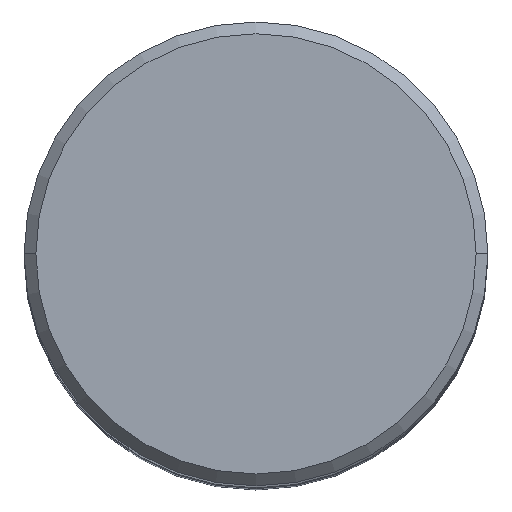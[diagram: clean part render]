
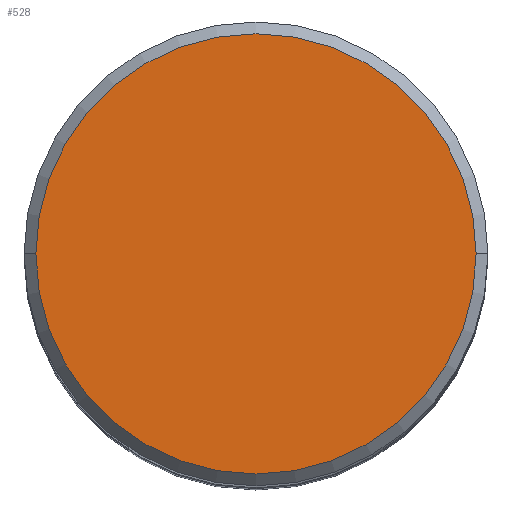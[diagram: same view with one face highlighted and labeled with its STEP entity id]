
A CAD part, top view. The second image highlights one B-rep face of the part: STEP entity #528.
In plain terms, the highlighted planar face has unit normal (0, 0, 1).
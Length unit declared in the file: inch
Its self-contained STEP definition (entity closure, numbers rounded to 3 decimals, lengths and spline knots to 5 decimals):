
#6 = CARTESIAN_POINT ( 'NONE',  ( 0., 0.3737, 0. ) ) ;
#15 = FACE_OUTER_BOUND ( 'NONE', #48, .T. ) ;
#37 = AXIS2_PLACEMENT_3D ( 'NONE', #173, #298, #265 ) ;
#41 = ORIENTED_EDGE ( 'NONE', *, *, #308, .T. ) ;
#48 = EDGE_LOOP ( 'NONE', ( #162, #41 ) ) ;
#50 = DIRECTION ( 'NONE',  ( -1., 0., 0. ) ) ;
#147 = CARTESIAN_POINT ( 'NONE',  ( -0.3737, 0., 0. ) ) ;
#162 = ORIENTED_EDGE ( 'NONE', *, *, #186, .T. ) ;
#173 = CARTESIAN_POINT ( 'NONE',  ( 0., 0., 0. ) ) ;
#186 = EDGE_CURVE ( 'NONE', #544, #254, #530, .T. ) ;
#247 = CIRCLE ( 'NONE', #557, 0.3737 ) ;
#254 = VERTEX_POINT ( 'NONE', #552 ) ;
#265 = DIRECTION ( 'NONE',  ( 1., 0., 0. ) ) ;
#298 = DIRECTION ( 'NONE',  ( 0., 0., 1. ) ) ;
#308 = EDGE_CURVE ( 'NONE', #254, #544, #247, .T. ) ;
#357 = CARTESIAN_POINT ( 'NONE',  ( 0., 0., 0. ) ) ;
#362 = PLANE ( 'NONE',  #389 ) ;
#389 = AXIS2_PLACEMENT_3D ( 'NONE', #6, #533, #50 ) ;
#399 = DIRECTION ( 'NONE',  ( 0., 0., 1. ) ) ;
#528 = ADVANCED_FACE ( 'NONE', ( #15 ), #362, .F. ) ;
#529 = DIRECTION ( 'NONE',  ( 1., 0., 0. ) ) ;
#530 = CIRCLE ( 'NONE', #37, 0.3737 ) ;
#533 = DIRECTION ( 'NONE',  ( 0., 0., -1. ) ) ;
#544 = VERTEX_POINT ( 'NONE', #147 ) ;
#552 = CARTESIAN_POINT ( 'NONE',  ( 0.3737, 0., 0. ) ) ;
#557 = AXIS2_PLACEMENT_3D ( 'NONE', #357, #399, #529 ) ;
